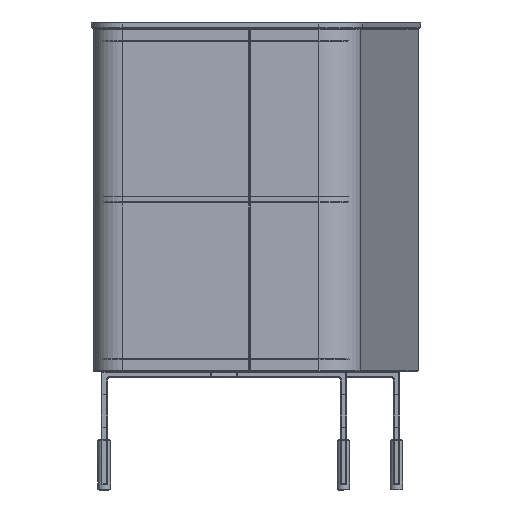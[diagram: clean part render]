
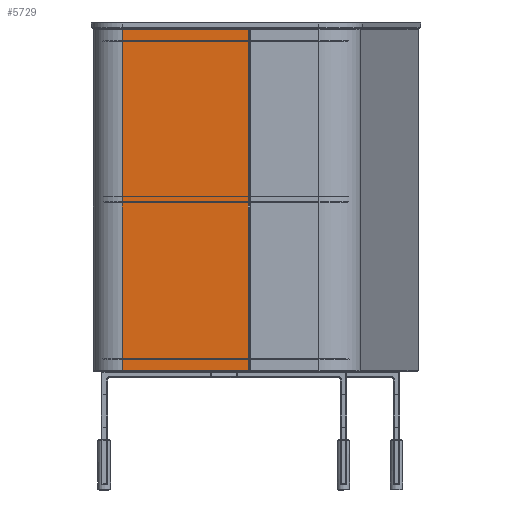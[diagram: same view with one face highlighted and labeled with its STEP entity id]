
A CAD part, left-side view. The second image highlights one B-rep face of the part: STEP entity #5729.
In plain terms, the highlighted free-form (B-spline) face has degree [2, 1] with [3, 2] control points.
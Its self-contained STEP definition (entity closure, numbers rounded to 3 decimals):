
#2444=(
BOUNDED_CURVE()
B_SPLINE_CURVE(1,(#55913,#55914),.UNSPECIFIED.,.F.,.F.)
B_SPLINE_CURVE_WITH_KNOTS((2,2),(1.5,528.611),.UNSPECIFIED.)
CURVE()
GEOMETRIC_REPRESENTATION_ITEM()
RATIONAL_B_SPLINE_CURVE((1.,1.))
REPRESENTATION_ITEM('')
);
#2445=(
BOUNDED_CURVE()
B_SPLINE_CURVE(1,(#55915,#55916),.UNSPECIFIED.,.F.,.F.)
B_SPLINE_CURVE_WITH_KNOTS((2,2),(1.5,528.611),
 .UNSPECIFIED.)
CURVE()
GEOMETRIC_REPRESENTATION_ITEM()
RATIONAL_B_SPLINE_CURVE((1.,1.))
REPRESENTATION_ITEM('')
);
#2486=(
BOUNDED_CURVE()
B_SPLINE_CURVE(1,(#56063,#56064),.UNSPECIFIED.,.F.,.F.)
B_SPLINE_CURVE_WITH_KNOTS((2,2),(1.5,194.818),
 .UNSPECIFIED.)
CURVE()
GEOMETRIC_REPRESENTATION_ITEM()
RATIONAL_B_SPLINE_CURVE((1.,1.))
REPRESENTATION_ITEM('')
);
#2488=(
BOUNDED_CURVE()
B_SPLINE_CURVE(1,(#56068,#56069),.UNSPECIFIED.,.F.,.F.)
B_SPLINE_CURVE_WITH_KNOTS((2,2),(1.5,194.818),
 .UNSPECIFIED.)
CURVE()
GEOMETRIC_REPRESENTATION_ITEM()
RATIONAL_B_SPLINE_CURVE((1.,1.))
REPRESENTATION_ITEM('')
);
#3871=(
BOUNDED_SURFACE()
B_SPLINE_SURFACE(2,1,((#55457,#55458),(#55459,#55460),(#55461,#55462)),
 .UNSPECIFIED.,.F.,.F.,.F.)
B_SPLINE_SURFACE_WITH_KNOTS((3,3),(2,2),(-274.668,-95.268),
(0.,530.111),.UNSPECIFIED.)
GEOMETRIC_REPRESENTATION_ITEM()
RATIONAL_B_SPLINE_SURFACE(((1.,1.),(1.,1.),(1.,1.)))
REPRESENTATION_ITEM('')
SURFACE()
);
#5729=ADVANCED_FACE('',(#7666),#3871,.T.);
#7666=FACE_OUTER_BOUND('',#9603,.T.);
#9603=EDGE_LOOP('',(#16076,#16077,#16078,#16079));
#16076=ORIENTED_EDGE('',*,*,#21665,.T.);
#16077=ORIENTED_EDGE('',*,*,#21613,.T.);
#16078=ORIENTED_EDGE('',*,*,#21667,.F.);
#16079=ORIENTED_EDGE('',*,*,#21612,.T.);
#21612=EDGE_CURVE('',#27442,#27440,#2444,.T.);
#21613=EDGE_CURVE('',#27441,#27443,#2445,.T.);
#21665=EDGE_CURVE('',#27440,#27441,#2486,.T.);
#21667=EDGE_CURVE('',#27442,#27443,#2488,.T.);
#27440=VERTEX_POINT('',#55869);
#27441=VERTEX_POINT('',#55870);
#27442=VERTEX_POINT('',#55871);
#27443=VERTEX_POINT('',#55872);
#55457=CARTESIAN_POINT('',(-2049.132,-818.175,702.783));
#55458=CARTESIAN_POINT('',(-2049.132,-818.175,182.674));
#55459=CARTESIAN_POINT('',(-2049.132,-724.638,702.783));
#55460=CARTESIAN_POINT('',(-2049.132,-724.638,182.674));
#55461=CARTESIAN_POINT('',(-2049.132,-625.667,702.783));
#55462=CARTESIAN_POINT('',(-2049.132,-625.667,182.674));
#55869=CARTESIAN_POINT('',(-2049.132,-816.693,701.312));
#55870=CARTESIAN_POINT('',(-2049.132,-625.667,701.312));
#55871=CARTESIAN_POINT('',(-2049.132,-816.693,184.146));
#55872=CARTESIAN_POINT('',(-2049.132,-625.667,184.146));
#55913=CARTESIAN_POINT('',(-2049.132,-816.693,184.146));
#55914=CARTESIAN_POINT('',(-2049.132,-816.693,701.312));
#55915=CARTESIAN_POINT('',(-2049.132,-625.667,701.312));
#55916=CARTESIAN_POINT('',(-2049.132,-625.667,184.146));
#56063=CARTESIAN_POINT('',(-2049.132,-816.693,701.312));
#56064=CARTESIAN_POINT('',(-2049.132,-625.667,701.312));
#56068=CARTESIAN_POINT('',(-2049.132,-816.693,184.146));
#56069=CARTESIAN_POINT('',(-2049.132,-625.667,184.146));
